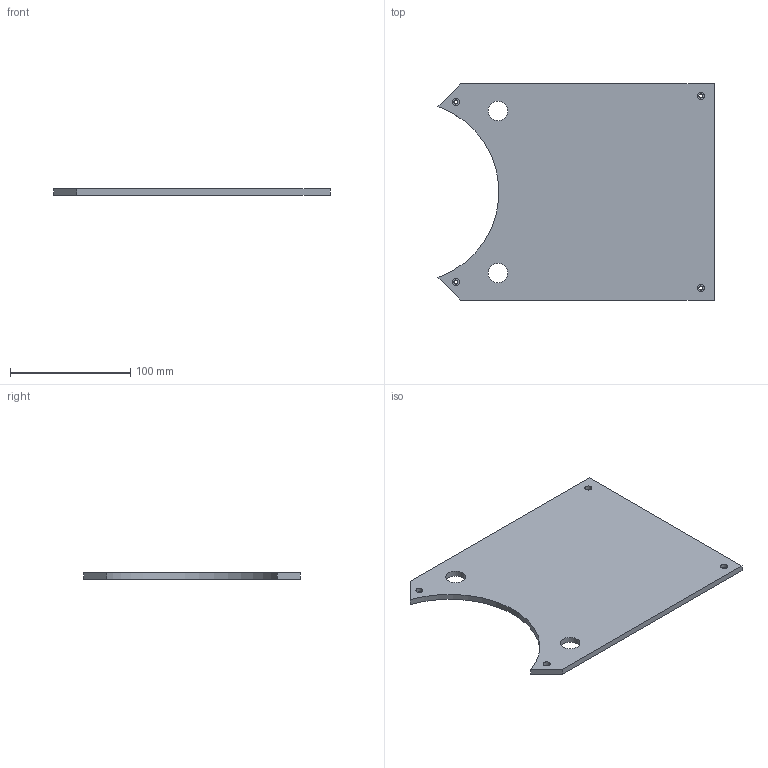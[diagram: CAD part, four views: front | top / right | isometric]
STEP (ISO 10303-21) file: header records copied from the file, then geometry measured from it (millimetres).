
FILE_DESCRIPTION(('FreeCAD Model'),'2;1');
FILE_NAME('Open CASCADE Shape Model','2025-04-17T18:35:43',(''),(''), 'Open CASCADE STEP processor 7.8','FreeCAD','Unknown');
FILE_SCHEMA(('AUTOMOTIVE_DESIGN { 1 0 10303 214 1 1 1 1 }'));
Length unit declared in the file: millimetre
Products named in the file (1): BaseBoxCover
Bounding box: 230 x 180 x 5 mm (x, y, z)
Volume: 176277.2 mm3; surface area: 75662.8 mm2
Topology: 1 solids, 1 shells, 22 faces, 48 edges, 32 vertices
Faces by surface type: cylinder 11, plane 11
Full cylindrical faces by diameter (mm): 3.4 x4, 5.9 x4, 16.4 x2
Entity records: 660 total; most frequent: DIRECTION 116, CARTESIAN_POINT 103, ORIENTED_EDGE 96, EDGE_CURVE 48, AXIS2_PLACEMENT_3D 45, FACE_BOUND 38, EDGE_LOOP 38, VERTEX_POINT 32
